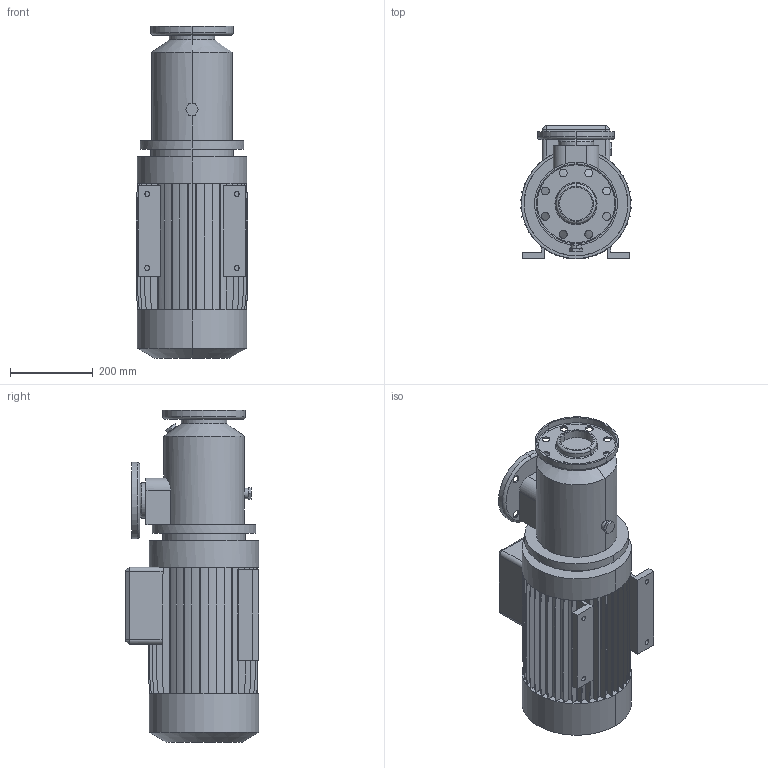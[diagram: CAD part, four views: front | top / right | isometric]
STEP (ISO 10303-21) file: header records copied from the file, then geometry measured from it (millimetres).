
FILE_DESCRIPTION (( 'STEP AP214' ), '1' );
FILE_NAME ('10017486swp01.step', '2024-04-10T14:45:12', ( '' ), ( '' ), 'SwSTEP 2.0', 'SolidWorks 2023', '' );
FILE_SCHEMA (( 'AUTOMOTIVE_DESIGN' ));
Length unit declared in the file: millimetre
Products named in the file (1): 10017486swp01
Bounding box: 267.77 x 322 x 800 mm (x, y, z)
Volume: 35298681.6 mm3; surface area: 1328583.4 mm2
Topology: 2 solids, 2 shells, 407 faces, 1124 edges, 736 vertices
Faces by surface type: plane 271, cylinder 110, torus 16, cone 10
Entity records: 13317 total; most frequent: CARTESIAN_POINT 2611, ORIENTED_EDGE 2248, DIRECTION 2192, EDGE_CURVE 1124, LINE 850, VECTOR 850, VERTEX_POINT 736, AXIS2_PLACEMENT_3D 671
